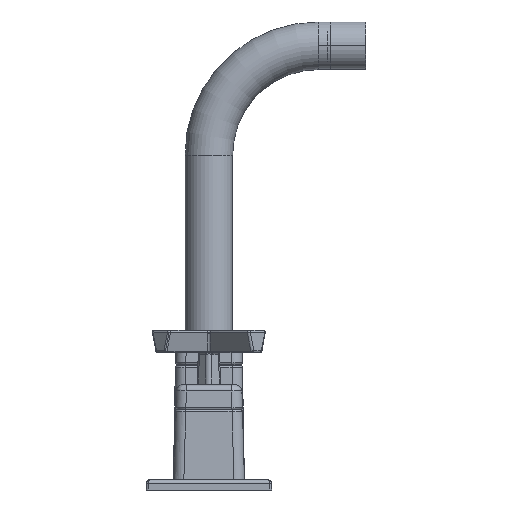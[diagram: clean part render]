
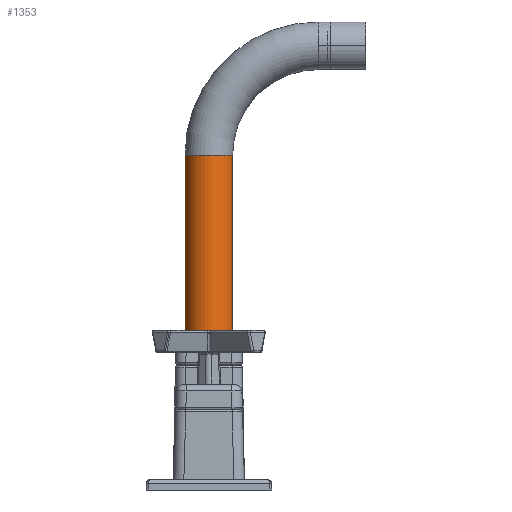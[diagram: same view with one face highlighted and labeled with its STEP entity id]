
A CAD part, left-side view. The second image highlights one B-rep face of the part: STEP entity #1353.
In plain terms, the highlighted cylindrical face has radius 11.4 mm (diameter 22.8 mm), a partial arc.
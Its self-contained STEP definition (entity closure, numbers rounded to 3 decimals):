
#15 = EDGE_CURVE ( 'NONE', #12918, #5350, #16293, .T. ) ;
#535 = DIRECTION ( 'NONE',  ( 0., 1., 0. ) ) ;
#1330 = ORIENTED_EDGE ( 'NONE', *, *, #13617, .F. ) ;
#1353 = ADVANCED_FACE ( 'NONE', ( #5664 ), #1856, .T. ) ;
#1500 = AXIS2_PLACEMENT_3D ( 'NONE', #13599, #9206, #535 ) ;
#1598 = DIRECTION ( 'NONE',  ( 0., 0., -1. ) ) ;
#1856 = CYLINDRICAL_SURFACE ( 'NONE', #1500, 11.4 ) ;
#2546 = EDGE_CURVE ( 'NONE', #17852, #5350, #18074, .T. ) ;
#2552 = EDGE_LOOP ( 'NONE', ( #15187, #1330, #5108, #5800 ) ) ;
#4242 = AXIS2_PLACEMENT_3D ( 'NONE', #8176, #16819, #11080 ) ;
#5108 = ORIENTED_EDGE ( 'NONE', *, *, #17444, .T. ) ;
#5302 = CARTESIAN_POINT ( 'NONE',  ( 0., 52.06, 176.771 ) ) ;
#5350 = VERTEX_POINT ( 'NONE', #5539 ) ;
#5539 = CARTESIAN_POINT ( 'NONE',  ( 0., 40.66, 73.328 ) ) ;
#5660 = VECTOR ( 'NONE', #9467, 1000. ) ;
#5664 = FACE_OUTER_BOUND ( 'NONE', #2552, .T. ) ;
#5800 = ORIENTED_EDGE ( 'NONE', *, *, #15, .T. ) ;
#6745 = DIRECTION ( 'NONE',  ( 0., -1., 0. ) ) ;
#8176 = CARTESIAN_POINT ( 'NONE',  ( 0., 52.06, 73.328 ) ) ;
#9131 = CIRCLE ( 'NONE', #9187, 11.4 ) ;
#9187 = AXIS2_PLACEMENT_3D ( 'NONE', #5302, #15353, #6745 ) ;
#9206 = DIRECTION ( 'NONE',  ( 0., 0., -1. ) ) ;
#9467 = DIRECTION ( 'NONE',  ( 0., 0., -1. ) ) ;
#9933 = LINE ( 'NONE', #12246, #5660 ) ;
#9945 = VECTOR ( 'NONE', #1598, 1000. ) ;
#11080 = DIRECTION ( 'NONE',  ( 0., -1., 0. ) ) ;
#11189 = VERTEX_POINT ( 'NONE', #17669 ) ;
#12246 = CARTESIAN_POINT ( 'NONE',  ( 0., 63.46, 176.771 ) ) ;
#12918 = VERTEX_POINT ( 'NONE', #14710 ) ;
#13092 = CARTESIAN_POINT ( 'NONE',  ( 0., 40.66, 176.771 ) ) ;
#13599 = CARTESIAN_POINT ( 'NONE',  ( 0., 52.06, 176.771 ) ) ;
#13617 = EDGE_CURVE ( 'NONE', #11189, #17852, #9131, .T. ) ;
#14710 = CARTESIAN_POINT ( 'NONE',  ( 0., 63.46, 73.328 ) ) ;
#14961 = CARTESIAN_POINT ( 'NONE',  ( 0., 40.66, 176.771 ) ) ;
#15187 = ORIENTED_EDGE ( 'NONE', *, *, #2546, .F. ) ;
#15353 = DIRECTION ( 'NONE',  ( 0., 0., 1. ) ) ;
#16293 = CIRCLE ( 'NONE', #4242, 11.4 ) ;
#16819 = DIRECTION ( 'NONE',  ( 0., 0., 1. ) ) ;
#17444 = EDGE_CURVE ( 'NONE', #11189, #12918, #9933, .T. ) ;
#17669 = CARTESIAN_POINT ( 'NONE',  ( 0., 63.46, 176.771 ) ) ;
#17852 = VERTEX_POINT ( 'NONE', #14961 ) ;
#18074 = LINE ( 'NONE', #13092, #9945 ) ;
